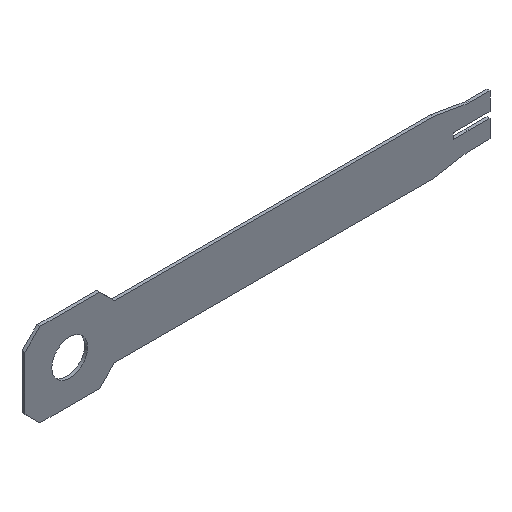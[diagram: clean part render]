
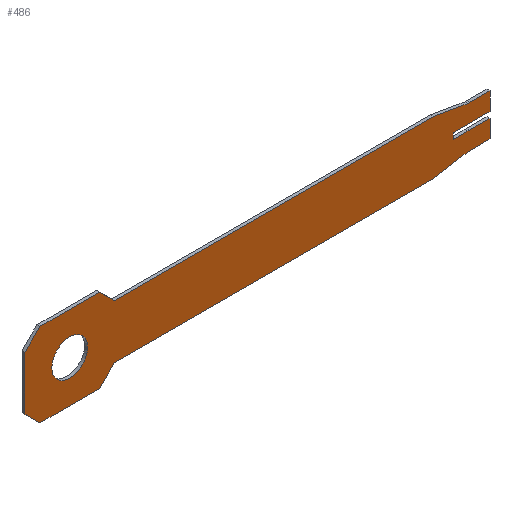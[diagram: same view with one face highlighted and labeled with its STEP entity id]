
A CAD part, isometric view. The second image highlights one B-rep face of the part: STEP entity #486.
In plain terms, the highlighted planar face has unit normal (0, -1, 0).
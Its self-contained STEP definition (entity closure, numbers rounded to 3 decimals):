
#16=FACE_BOUND('',#89,.T.);
#39=PLANE('',#526);
#63=FACE_OUTER_BOUND('',#88,.T.);
#88=EDGE_LOOP('',(#440,#441,#442,#443,#444,#445,#446,#447,#448,#449,#450,
#451,#452,#453,#454,#455,#456,#457,#458,#459,#460));
#89=EDGE_LOOP('',(#461));
#91=LINE('',#655,#155);
#95=LINE('',#663,#159);
#98=LINE('',#669,#162);
#101=LINE('',#675,#165);
#104=LINE('',#681,#168);
#107=LINE('',#687,#171);
#110=LINE('',#693,#174);
#113=LINE('',#699,#177);
#116=LINE('',#705,#180);
#119=LINE('',#711,#183);
#122=LINE('',#717,#186);
#125=LINE('',#723,#189);
#128=LINE('',#729,#192);
#131=LINE('',#735,#195);
#134=LINE('',#741,#198);
#137=LINE('',#747,#201);
#140=LINE('',#753,#204);
#143=LINE('',#759,#207);
#146=LINE('',#765,#210);
#149=LINE('',#771,#213);
#152=LINE('',#776,#216);
#155=VECTOR('',#538,10.);
#159=VECTOR('',#544,10.);
#162=VECTOR('',#549,10.);
#165=VECTOR('',#554,10.);
#168=VECTOR('',#559,10.);
#171=VECTOR('',#564,10.);
#174=VECTOR('',#569,10.);
#177=VECTOR('',#574,10.);
#180=VECTOR('',#579,10.);
#183=VECTOR('',#584,10.);
#186=VECTOR('',#589,10.);
#189=VECTOR('',#594,10.);
#192=VECTOR('',#599,10.);
#195=VECTOR('',#604,10.);
#198=VECTOR('',#609,10.);
#201=VECTOR('',#614,10.);
#204=VECTOR('',#619,10.);
#207=VECTOR('',#624,10.);
#210=VECTOR('',#629,10.);
#213=VECTOR('',#634,10.);
#216=VECTOR('',#639,10.);
#219=CIRCLE('',#503,6.);
#221=VERTEX_POINT('',#649);
#222=VERTEX_POINT('',#653);
#223=VERTEX_POINT('',#654);
#226=VERTEX_POINT('',#662);
#228=VERTEX_POINT('',#668);
#230=VERTEX_POINT('',#674);
#232=VERTEX_POINT('',#680);
#234=VERTEX_POINT('',#686);
#236=VERTEX_POINT('',#692);
#238=VERTEX_POINT('',#698);
#240=VERTEX_POINT('',#704);
#242=VERTEX_POINT('',#710);
#244=VERTEX_POINT('',#716);
#246=VERTEX_POINT('',#722);
#248=VERTEX_POINT('',#728);
#250=VERTEX_POINT('',#734);
#252=VERTEX_POINT('',#740);
#254=VERTEX_POINT('',#746);
#256=VERTEX_POINT('',#752);
#258=VERTEX_POINT('',#758);
#260=VERTEX_POINT('',#764);
#262=VERTEX_POINT('',#770);
#266=EDGE_CURVE('',#221,#221,#219,.T.);
#267=EDGE_CURVE('',#222,#223,#91,.T.);
#271=EDGE_CURVE('',#222,#226,#95,.T.);
#274=EDGE_CURVE('',#228,#226,#98,.T.);
#277=EDGE_CURVE('',#228,#230,#101,.T.);
#280=EDGE_CURVE('',#230,#232,#104,.T.);
#283=EDGE_CURVE('',#232,#234,#107,.T.);
#286=EDGE_CURVE('',#234,#236,#110,.T.);
#289=EDGE_CURVE('',#236,#238,#113,.T.);
#292=EDGE_CURVE('',#238,#240,#116,.T.);
#295=EDGE_CURVE('',#240,#242,#119,.T.);
#298=EDGE_CURVE('',#242,#244,#122,.T.);
#301=EDGE_CURVE('',#244,#246,#125,.T.);
#304=EDGE_CURVE('',#248,#246,#128,.T.);
#307=EDGE_CURVE('',#250,#248,#131,.T.);
#310=EDGE_CURVE('',#252,#250,#134,.T.);
#313=EDGE_CURVE('',#254,#252,#137,.T.);
#316=EDGE_CURVE('',#254,#256,#140,.T.);
#319=EDGE_CURVE('',#258,#256,#143,.T.);
#322=EDGE_CURVE('',#260,#258,#146,.T.);
#325=EDGE_CURVE('',#262,#260,#149,.T.);
#328=EDGE_CURVE('',#223,#262,#152,.T.);
#440=ORIENTED_EDGE('',*,*,#328,.F.);
#441=ORIENTED_EDGE('',*,*,#267,.F.);
#442=ORIENTED_EDGE('',*,*,#271,.T.);
#443=ORIENTED_EDGE('',*,*,#274,.F.);
#444=ORIENTED_EDGE('',*,*,#277,.T.);
#445=ORIENTED_EDGE('',*,*,#280,.T.);
#446=ORIENTED_EDGE('',*,*,#283,.T.);
#447=ORIENTED_EDGE('',*,*,#286,.T.);
#448=ORIENTED_EDGE('',*,*,#289,.T.);
#449=ORIENTED_EDGE('',*,*,#292,.T.);
#450=ORIENTED_EDGE('',*,*,#295,.T.);
#451=ORIENTED_EDGE('',*,*,#298,.T.);
#452=ORIENTED_EDGE('',*,*,#301,.T.);
#453=ORIENTED_EDGE('',*,*,#304,.F.);
#454=ORIENTED_EDGE('',*,*,#307,.F.);
#455=ORIENTED_EDGE('',*,*,#310,.F.);
#456=ORIENTED_EDGE('',*,*,#313,.F.);
#457=ORIENTED_EDGE('',*,*,#316,.T.);
#458=ORIENTED_EDGE('',*,*,#319,.F.);
#459=ORIENTED_EDGE('',*,*,#322,.F.);
#460=ORIENTED_EDGE('',*,*,#325,.F.);
#461=ORIENTED_EDGE('',*,*,#266,.F.);
#486=ADVANCED_FACE('',(#63,#16),#39,.F.);
#503=AXIS2_PLACEMENT_3D('',#651,#534,#535);
#526=AXIS2_PLACEMENT_3D('',#779,#643,#644);
#534=DIRECTION('center_axis',(0.,-1.,0.));
#535=DIRECTION('ref_axis',(-1.,0.,0.));
#538=DIRECTION('',(1.,0.,0.));
#544=DIRECTION('',(-1.,0.,0.));
#549=DIRECTION('',(0.985,0.,-0.17));
#554=DIRECTION('',(-1.,0.,0.));
#559=DIRECTION('',(-0.707,0.,0.707));
#564=DIRECTION('',(-1.,0.,0.));
#569=DIRECTION('',(-0.707,0.,-0.707));
#574=DIRECTION('',(0.,0.,-1.));
#579=DIRECTION('',(0.707,0.,-0.707));
#584=DIRECTION('',(1.,0.,0.));
#589=DIRECTION('',(0.707,0.,0.707));
#594=DIRECTION('',(1.,0.,0.));
#599=DIRECTION('',(-0.985,0.,-0.17));
#604=DIRECTION('',(-1.,0.,0.));
#609=DIRECTION('',(0.,0.,-1.));
#614=DIRECTION('',(1.,0.,0.));
#619=DIRECTION('',(-1.,0.,0.));
#624=DIRECTION('',(1.,0.,0.));
#629=DIRECTION('',(0.,0.,-1.));
#634=DIRECTION('',(-1.,0.,0.));
#639=DIRECTION('',(0.,0.,-1.));
#643=DIRECTION('center_axis',(0.,1.,0.));
#644=DIRECTION('ref_axis',(1.,0.,0.));
#649=CARTESIAN_POINT('',(24.,0.,0.));
#651=CARTESIAN_POINT('Origin',(18.,0.,0.));
#653=CARTESIAN_POINT('',(152.082,0.,7.));
#654=CARTESIAN_POINT('',(158.942,0.,7.));
#655=CARTESIAN_POINT('',(152.082,0.,7.));
#662=CARTESIAN_POINT('',(151.582,0.,7.));
#663=CARTESIAN_POINT('',(152.082,0.,7.));
#668=CARTESIAN_POINT('',(139.988,0.,9.));
#669=CARTESIAN_POINT('',(139.988,0.,9.));
#674=CARTESIAN_POINT('',(33.,0.,9.));
#675=CARTESIAN_POINT('',(49.,0.,9.));
#680=CARTESIAN_POINT('',(28.,0.,14.));
#681=CARTESIAN_POINT('',(33.,0.,9.));
#686=CARTESIAN_POINT('',(8.,0.,14.));
#687=CARTESIAN_POINT('',(28.,0.,14.));
#692=CARTESIAN_POINT('',(3.,0.,9.));
#693=CARTESIAN_POINT('',(8.,0.,14.));
#698=CARTESIAN_POINT('',(3.,0.,-9.));
#699=CARTESIAN_POINT('',(3.,0.,9.));
#704=CARTESIAN_POINT('',(8.,0.,-14.));
#705=CARTESIAN_POINT('',(3.,0.,-9.));
#710=CARTESIAN_POINT('',(28.,0.,-14.));
#711=CARTESIAN_POINT('',(8.,0.,-14.));
#716=CARTESIAN_POINT('',(33.,0.,-9.));
#717=CARTESIAN_POINT('',(28.,0.,-14.));
#722=CARTESIAN_POINT('',(139.988,0.,-9.));
#723=CARTESIAN_POINT('',(139.658,0.,-9.));
#728=CARTESIAN_POINT('',(151.582,0.,-7.));
#729=CARTESIAN_POINT('',(151.582,0.,-7.));
#734=CARTESIAN_POINT('',(158.942,0.,-7.));
#735=CARTESIAN_POINT('',(158.942,0.,-7.));
#740=CARTESIAN_POINT('',(158.942,0.,-1.));
#741=CARTESIAN_POINT('',(158.942,0.,-1.));
#746=CARTESIAN_POINT('',(152.082,0.,-1.));
#747=CARTESIAN_POINT('',(152.082,0.,-1.));
#752=CARTESIAN_POINT('',(151.582,0.,-1.));
#753=CARTESIAN_POINT('',(152.082,0.,-1.));
#758=CARTESIAN_POINT('',(146.582,0.,-1.));
#759=CARTESIAN_POINT('',(146.582,0.,-1.));
#764=CARTESIAN_POINT('',(146.582,0.,1.));
#765=CARTESIAN_POINT('',(146.582,0.,1.));
#770=CARTESIAN_POINT('',(158.942,0.,1.));
#771=CARTESIAN_POINT('',(158.942,0.,1.));
#776=CARTESIAN_POINT('',(158.942,0.,7.));
#779=CARTESIAN_POINT('Origin',(80.971,0.,0.));
